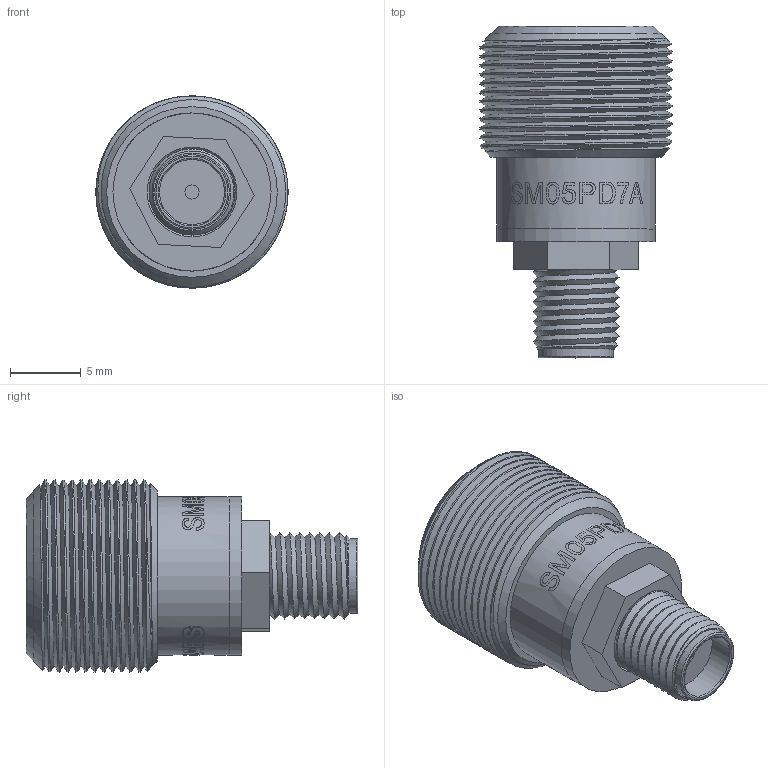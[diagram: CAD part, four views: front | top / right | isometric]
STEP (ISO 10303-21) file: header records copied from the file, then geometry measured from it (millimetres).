
FILE_DESCRIPTION (( 'STEP AP214' ), '1' );
FILE_NAME ('12054-E0W.STEP', '2018-04-13T21:46:38', ( 'admin' ), ( '' ), 'SwSTEP 2.0', 'SolidWorks 2016', '' );
FILE_SCHEMA (( 'AUTOMOTIVE_DESIGN' ));
Length unit declared in the file: inch
Products named in the file (1): 12054-E0W
Bounding box: 13.59 x 23.47 x 13.59 mm (x, y, z)
Volume: 1485.3 mm3; surface area: 2815.5 mm2
Topology: 6 solids, 6 shells, 112 faces, 411 edges, 356 vertices
Faces by surface type: cylinder 51, plane 46, cone 6, torus 5, bspline 4
Full cylindrical faces by diameter (mm): 0.42 x3, 1 x1, 1.016 x2, 1.143 x1, 1.5 x1, 4.5 x1, 4.596 x2, 5.28 x1, 5.588 x1, 6.35 x2, 6.452 x1, 7.73 x1, 8.13 x1, 8.255 x1, 8.509 x1, 9.3 x1, 9.525 x1, 9.779 x1, 11.176 x2
Entity records: 10475 total; most frequent: CARTESIAN_POINT 5759, ORIENTED_EDGE 736, DIRECTION 453, EDGE_CURVE 368, VERTEX_POINT 348, B_SPLINE_CURVE_WITH_KNOTS 219, AXIS2_PLACEMENT_3D 200, EDGE_LOOP 200
